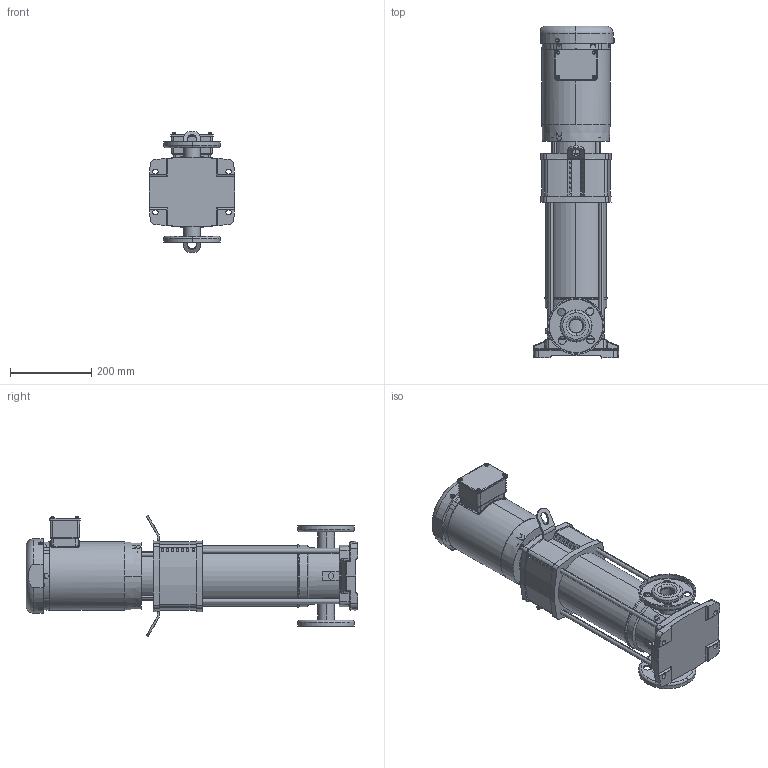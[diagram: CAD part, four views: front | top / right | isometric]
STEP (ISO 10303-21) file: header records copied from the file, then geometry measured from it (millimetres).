
FILE_DESCRIPTION (( 'STEP AP203' ), '1' );
FILE_NAME ('HELIX V20-07_208-230-460V.STEP', '2017-10-26T21:05:45', ( '' ), ( '' ), 'SwSTEP 2.0', 'SolidWorks 2017', '' );
FILE_SCHEMA (( 'CONFIG_CONTROL_DESIGN' ));
Length unit declared in the file: inch
Products named in the file (1): HELIX V20-07_208-230-460V
Bounding box: 211.48 x 816.77 x 300 mm (x, y, z)
Volume: 15898338 mm3; surface area: 1023126.2 mm2
Topology: 21 solids, 21 shells, 1178 faces, 2968 edges, 1885 vertices
Faces by surface type: plane 595, cylinder 257, cone 149, torus 95, sphere 50, bspline 32
Entity records: 38832 total; most frequent: CARTESIAN_POINT 10087, DIRECTION 6107, ORIENTED_EDGE 5912, EDGE_CURVE 2956, AXIS2_PLACEMENT_3D 2305, VERTEX_POINT 1885, VECTOR 1497, LINE 1497
